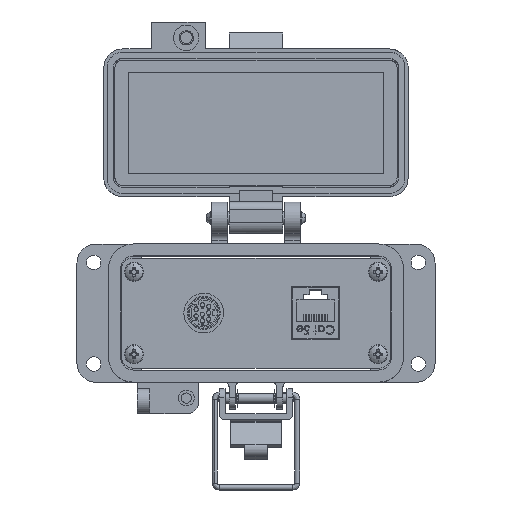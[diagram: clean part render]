
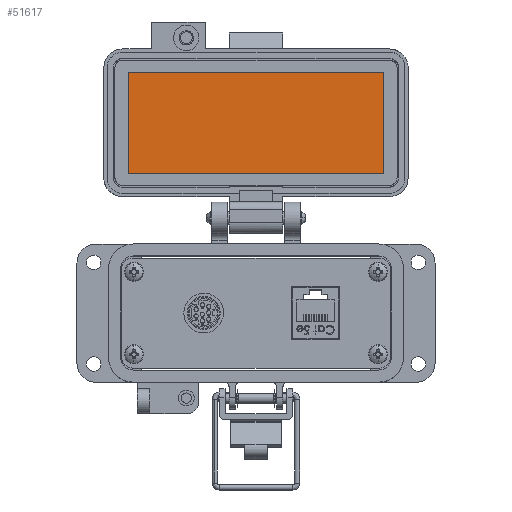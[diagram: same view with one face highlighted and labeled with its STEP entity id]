
A CAD part, top view. The second image highlights one B-rep face of the part: STEP entity #51617.
In plain terms, the highlighted planar face has unit normal (0, 0, 1).
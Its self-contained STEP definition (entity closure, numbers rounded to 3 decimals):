
#484 = DIRECTION ( 'NONE',  ( 0., -1., 0. ) ) ;
#2385 = VECTOR ( 'NONE', #89428, 1000. ) ;
#2934 = AXIS2_PLACEMENT_3D ( 'NONE', #93703, #47168, #484 ) ;
#6432 = FACE_OUTER_BOUND ( 'NONE', #78552, .T. ) ;
#8107 = CARTESIAN_POINT ( 'NONE',  ( 40.25, 83.154, -25.55 ) ) ;
#8687 = CARTESIAN_POINT ( 'NONE',  ( -8.5, 83.154, -25.55 ) ) ;
#10093 = ORIENTED_EDGE ( 'NONE', *, *, #54983, .F. ) ;
#12185 = EDGE_CURVE ( 'NONE', #37293, #65046, #43856, .T. ) ;
#20733 = DIRECTION ( 'NONE',  ( 0., 1., 0. ) ) ;
#26463 = ORIENTED_EDGE ( 'NONE', *, *, #12185, .F. ) ;
#26879 = VERTEX_POINT ( 'NONE', #79754 ) ;
#29962 = EDGE_CURVE ( 'NONE', #26879, #65527, #73568, .T. ) ;
#31600 = ORIENTED_EDGE ( 'NONE', *, *, #29962, .F. ) ;
#35067 = CARTESIAN_POINT ( 'NONE',  ( 42., 51.154, -25.55 ) ) ;
#37293 = VERTEX_POINT ( 'NONE', #97206 ) ;
#43856 = LINE ( 'NONE', #35067, #2385 ) ;
#46824 = PLANE ( 'NONE',  #2934 ) ;
#47168 = DIRECTION ( 'NONE',  ( 0., 0., 1. ) ) ;
#51617 = ADVANCED_FACE ( 'NONE', ( #6432 ), #46824, .T. ) ;
#54983 = EDGE_CURVE ( 'NONE', #65046, #26879, #81131, .T. ) ;
#59572 = CARTESIAN_POINT ( 'NONE',  ( -40.25, 67.154, -25.55 ) ) ;
#62930 = VECTOR ( 'NONE', #20733, 1000. ) ;
#65046 = VERTEX_POINT ( 'NONE', #95316 ) ;
#65527 = VERTEX_POINT ( 'NONE', #8107 ) ;
#66261 = CARTESIAN_POINT ( 'NONE',  ( 40.25, 67.154, -25.55 ) ) ;
#68938 = ORIENTED_EDGE ( 'NONE', *, *, #97875, .F. ) ;
#73568 = LINE ( 'NONE', #8687, #91790 ) ;
#76312 = LINE ( 'NONE', #66261, #97001 ) ;
#78552 = EDGE_LOOP ( 'NONE', ( #31600, #10093, #26463, #68938 ) ) ;
#78753 = DIRECTION ( 'NONE',  ( 1., 0., 0. ) ) ;
#79754 = CARTESIAN_POINT ( 'NONE',  ( -40.25, 83.154, -25.55 ) ) ;
#81131 = LINE ( 'NONE', #59572, #62930 ) ;
#89428 = DIRECTION ( 'NONE',  ( -1., 0., 0. ) ) ;
#91790 = VECTOR ( 'NONE', #78753, 1000. ) ;
#93703 = CARTESIAN_POINT ( 'NONE',  ( -8.5, 67.154, -25.55 ) ) ;
#95316 = CARTESIAN_POINT ( 'NONE',  ( -40.25, 51.154, -25.55 ) ) ;
#97001 = VECTOR ( 'NONE', #98207, 1000. ) ;
#97206 = CARTESIAN_POINT ( 'NONE',  ( 40.25, 51.154, -25.55 ) ) ;
#97875 = EDGE_CURVE ( 'NONE', #65527, #37293, #76312, .T. ) ;
#98207 = DIRECTION ( 'NONE',  ( 0., -1., 0. ) ) ;
